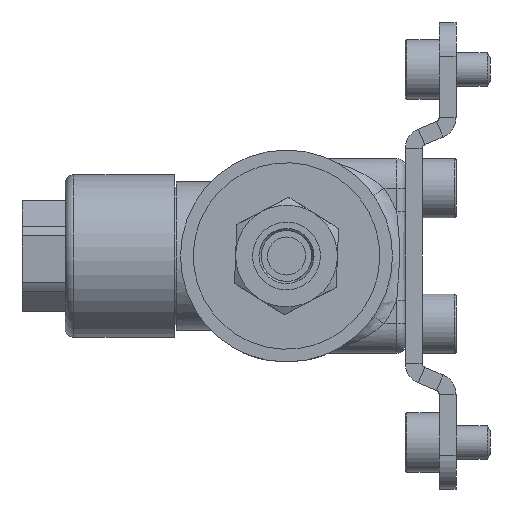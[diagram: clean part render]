
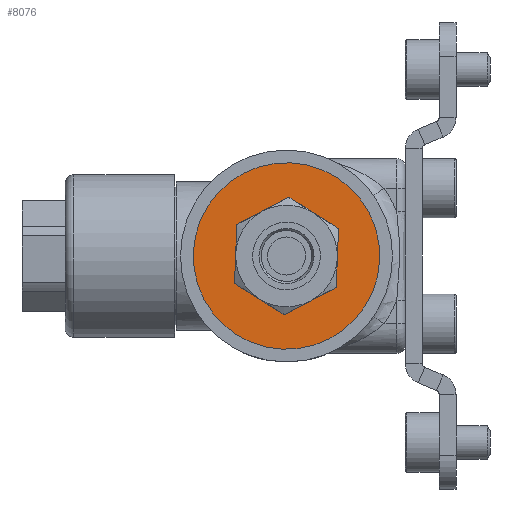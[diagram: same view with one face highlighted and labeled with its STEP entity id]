
A CAD part, left-side view. The second image highlights one B-rep face of the part: STEP entity #8076.
In plain terms, the highlighted planar face has unit normal (-1, 0, 0).
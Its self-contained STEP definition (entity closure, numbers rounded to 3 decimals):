
#637=FACE_BOUND('',#1458,.T.);
#724=PLANE('',#8666);
#968=FACE_OUTER_BOUND('',#1457,.T.);
#1457=EDGE_LOOP('',(#5805,#5806));
#1458=EDGE_LOOP('',(#5807,#5808,#5809,#5810,#5811,#5812));
#1990=LINE('',#11490,#2539);
#1992=LINE('',#11502,#2541);
#1994=LINE('',#11514,#2543);
#1996=LINE('',#11526,#2545);
#1998=LINE('',#11538,#2547);
#2000=LINE('',#11549,#2549);
#2539=VECTOR('',#9591,1000.);
#2541=VECTOR('',#9595,1000.);
#2543=VECTOR('',#9599,1000.);
#2545=VECTOR('',#9603,1000.);
#2547=VECTOR('',#9607,1000.);
#2549=VECTOR('',#9611,1000.);
#3077=CIRCLE('',#8656,11.);
#3078=CIRCLE('',#8657,11.);
#3455=VERTEX_POINT('',#11472);
#3456=VERTEX_POINT('',#11473);
#3461=VERTEX_POINT('',#11487);
#3462=VERTEX_POINT('',#11489);
#3465=VERTEX_POINT('',#11501);
#3468=VERTEX_POINT('',#11513);
#3471=VERTEX_POINT('',#11525);
#3474=VERTEX_POINT('',#11537);
#4357=EDGE_CURVE('',#3455,#3456,#3077,.T.);
#4358=EDGE_CURVE('',#3456,#3455,#3078,.T.);
#4364=EDGE_CURVE('',#3461,#3462,#1990,.T.);
#4368=EDGE_CURVE('',#3462,#3465,#1992,.T.);
#4372=EDGE_CURVE('',#3465,#3468,#1994,.T.);
#4376=EDGE_CURVE('',#3468,#3471,#1996,.T.);
#4380=EDGE_CURVE('',#3471,#3474,#1998,.T.);
#4384=EDGE_CURVE('',#3474,#3461,#2000,.T.);
#5805=ORIENTED_EDGE('',*,*,#4357,.T.);
#5806=ORIENTED_EDGE('',*,*,#4358,.T.);
#5807=ORIENTED_EDGE('',*,*,#4384,.F.);
#5808=ORIENTED_EDGE('',*,*,#4380,.F.);
#5809=ORIENTED_EDGE('',*,*,#4376,.F.);
#5810=ORIENTED_EDGE('',*,*,#4372,.F.);
#5811=ORIENTED_EDGE('',*,*,#4368,.F.);
#5812=ORIENTED_EDGE('',*,*,#4364,.F.);
#8076=ADVANCED_FACE('',(#968,#637),#724,.T.);
#8656=AXIS2_PLACEMENT_3D('',#11474,#9579,#9580);
#8657=AXIS2_PLACEMENT_3D('',#11475,#9581,#9582);
#8666=AXIS2_PLACEMENT_3D('',#11553,#9612,#9613);
#9579=DIRECTION('center_axis',(-1.,0.,0.));
#9580=DIRECTION('ref_axis',(0.,-0.845,-0.534));
#9581=DIRECTION('center_axis',(-1.,0.,0.));
#9582=DIRECTION('ref_axis',(0.,-0.845,-0.534));
#9591=DIRECTION('',(0.,-0.04,0.999));
#9595=DIRECTION('',(0.,0.845,0.534));
#9599=DIRECTION('',(0.,0.885,-0.465));
#9603=DIRECTION('',(0.,0.04,-0.999));
#9607=DIRECTION('',(0.,-0.845,-0.534));
#9611=DIRECTION('',(0.,-0.885,0.465));
#9612=DIRECTION('center_axis',(-1.,0.,0.));
#9613=DIRECTION('ref_axis',(0.,0.534,-0.845));
#11472=CARTESIAN_POINT('',(-17.6,-9.299,-5.876));
#11473=CARTESIAN_POINT('',(-17.6,9.299,5.876));
#11474=CARTESIAN_POINT('Origin',(-17.6,0.,0.));
#11475=CARTESIAN_POINT('Origin',(-17.6,0.,0.));
#11487=CARTESIAN_POINT('',(-17.6,-5.857,-3.701));
#11489=CARTESIAN_POINT('',(-17.6,-6.134,3.222));
#11490=CARTESIAN_POINT('',(-17.6,-5.857,-3.701));
#11501=CARTESIAN_POINT('',(-17.6,-0.277,6.923));
#11502=CARTESIAN_POINT('',(-17.6,-6.134,3.222));
#11513=CARTESIAN_POINT('',(-17.6,5.857,3.701));
#11514=CARTESIAN_POINT('',(-17.6,-0.277,6.923));
#11525=CARTESIAN_POINT('',(-17.6,6.134,-3.222));
#11526=CARTESIAN_POINT('',(-17.6,5.857,3.701));
#11537=CARTESIAN_POINT('',(-17.6,0.277,-6.923));
#11538=CARTESIAN_POINT('',(-17.6,6.134,-3.222));
#11549=CARTESIAN_POINT('',(-17.6,0.277,-6.923));
#11553=CARTESIAN_POINT('Origin',(-17.6,0.,0.));
